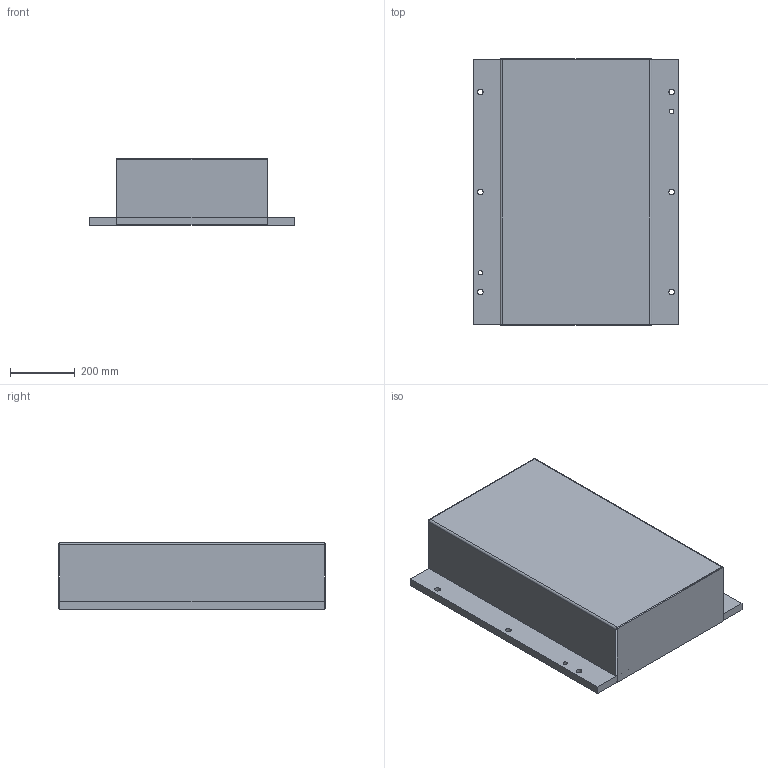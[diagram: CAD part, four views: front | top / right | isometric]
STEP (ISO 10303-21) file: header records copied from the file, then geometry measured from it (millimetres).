
FILE_DESCRIPTION(/* description */ (''),/* implementation_level */ '2;1');
FILE_NAME(/* name */ 'RBPF020800.stp',/* time_stamp */ '2019-12-05T15:19:38+01:00',/* author */ ('VP'),/* organization */ (''),/* preprocessor_version */ 'ST-DEVELOPER v16.5',/* originating_system */ 'Autodesk Inventor 2017',/* authorisation */ '');
FILE_SCHEMA (('AUTOMOTIVE_DESIGN { 1 0 10303 214 3 1 1 }'));
Length unit declared in the file: millimetre
Products named in the file (1): RBPF020800
Bounding box: 635 x 826 x 207.5 mm (x, y, z)
Surface area: 1993512.8 mm2 (no closed solid volume)
Topology: 0 solids, 4 shells, 29 faces, 80 edges, 56 vertices
Faces by surface type: plane 13, cylinder 10, cone 6
Full cylindrical faces by diameter (mm): 13.835 x2, 17.5 x6
Entity records: 922 total; most frequent: DIRECTION 150, CARTESIAN_POINT 148, ORIENTED_EDGE 104, EDGE_CURVE 64, EDGE_LOOP 59, AXIS2_PLACEMENT_3D 56, VERTEX_POINT 54, LINE 38
